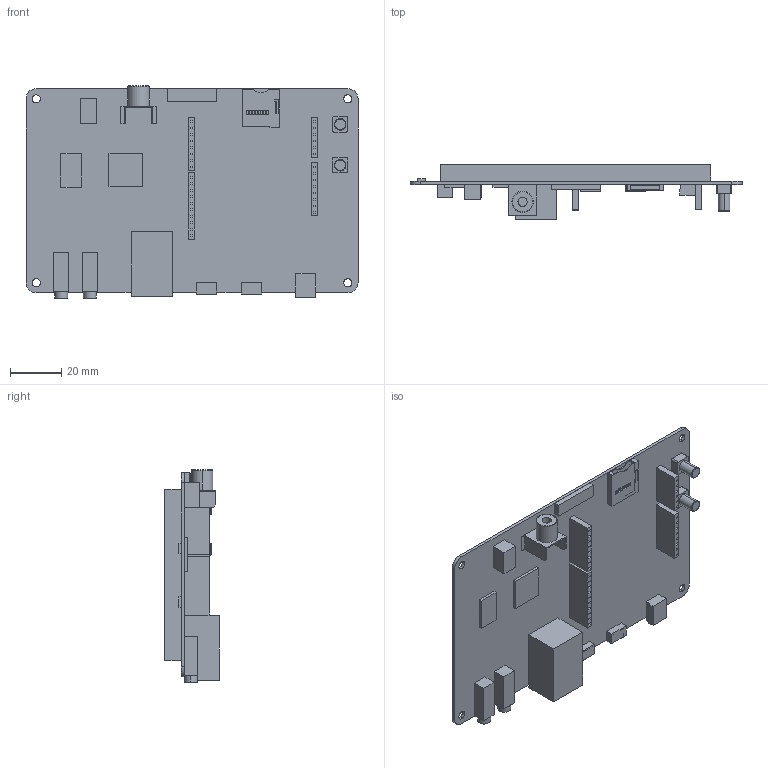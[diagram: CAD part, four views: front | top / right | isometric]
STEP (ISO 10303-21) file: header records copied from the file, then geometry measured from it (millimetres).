
FILE_DESCRIPTION (( 'STEP AP214' ), '1' );
FILE_NAME ('MB1191-F746-C01.STEP', '2021-01-17T17:14:53', ( '' ), ( '' ), 'SwSTEP 2.0', 'SolidWorks 2020', '' );
FILE_SCHEMA (( 'AUTOMOTIVE_DESIGN' ));
Length unit declared in the file: millimetre
Products named in the file (1): MB1191-F746-C01
Bounding box: 129.95 x 21.34 x 83.08 mm (x, y, z)
Volume: 66191.1 mm3; surface area: 31833 mm2
Topology: 1 solids, 1 shells, 512 faces, 1299 edges, 860 vertices
Faces by surface type: plane 450, cylinder 36, bspline 20, torus 6
Entity records: 19816 total; most frequent: CARTESIAN_POINT 2941, ORIENTED_EDGE 2598, DIRECTION 2324, EDGE_CURVE 1299, LINE 1174, VECTOR 1174, VERTEX_POINT 860, EDGE_LOOP 609
